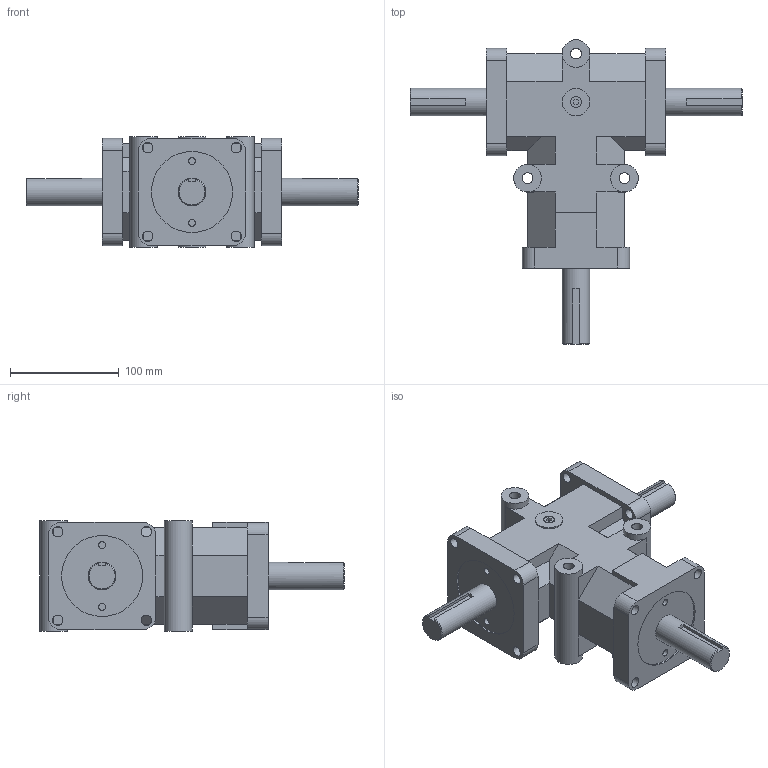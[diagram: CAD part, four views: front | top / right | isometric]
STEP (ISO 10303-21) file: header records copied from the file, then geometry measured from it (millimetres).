
FILE_DESCRIPTION(/* description */ ('!AP-203 File Generated from CADKEY 99!'),/* implementation_level */ '2;1');
FILE_NAME(/* name */ 'T161',/* time_stamp */ '2002-01-17T22:39:37-05:00',/* author */ ('CADKEY'),/* organization */ ('CADKEY Corporation'),/* preprocessor_version */ 'ST-DEVELOPER v8',/* originating_system */ 'step.cde',/* authorisation */ 'CK');
FILE_SCHEMA (('CONFIG_CONTROL_DESIGN'));
Length unit declared in the file: inch
Products named in the file (1): 1999-0203
Bounding box: 304.76 x 279.38 x 101.6 mm (x, y, z)
Volume: 2210139.6 mm3; surface area: 168262.8 mm2
Topology: 1 solids, 1 shells, 152 faces, 381 edges, 249 vertices
Faces by surface type: plane 104, cylinder 44, cone 4
Full cylindrical faces by diameter (mm): 6.35 x6, 9.525 x12, 9.906 x3, 10.16 x1, 25.4 x7, 74.32 x3
Entity records: 4076 total; most frequent: CARTESIAN_POINT 687, ORIENTED_EDGE 666, DIRECTION 582, EDGE_CURVE 333, VERTEX_POINT 236, EDGE_LOOP 235, FACE_BOUND 235, AXIS2_PLACEMENT_3D 232
